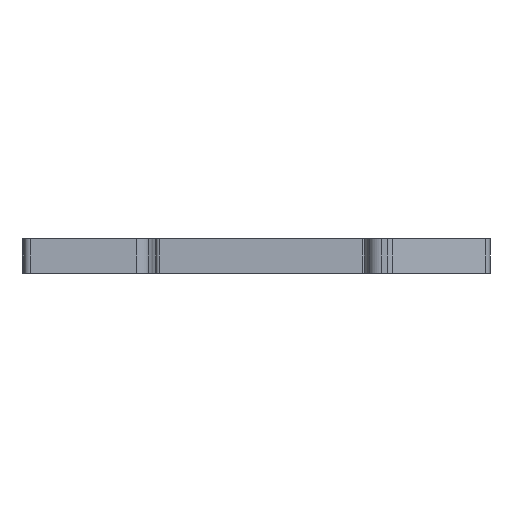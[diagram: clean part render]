
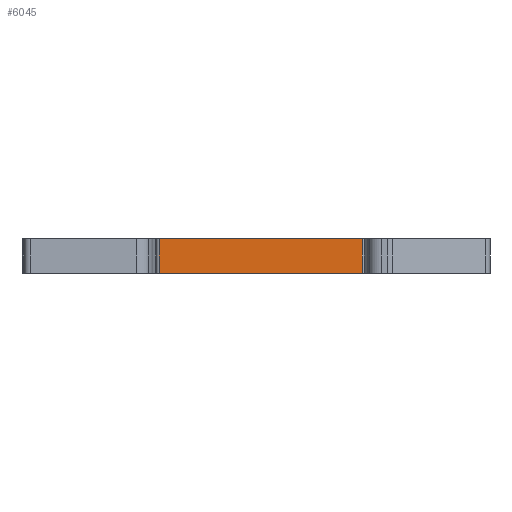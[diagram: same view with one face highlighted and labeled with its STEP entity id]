
A CAD part, front view. The second image highlights one B-rep face of the part: STEP entity #6045.
In plain terms, the highlighted planar face has unit normal (0, -1, 0).
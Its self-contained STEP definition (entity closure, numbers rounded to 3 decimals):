
#248=DIRECTION('',(1.,0.,0.));
#249=VECTOR('',#248,30.895);
#250=CARTESIAN_POINT('',(-20.195,-13.,-2.6));
#251=LINE('',#250,#249);
#1440=DIRECTION('',(1.,0.,0.));
#1441=VECTOR('',#1440,30.895);
#1442=CARTESIAN_POINT('',(-20.195,-13.,2.6));
#1443=LINE('',#1442,#1441);
#2256=DIRECTION('',(0.,0.,1.));
#2257=VECTOR('',#2256,5.2);
#2258=CARTESIAN_POINT('',(10.7,-13.,-2.6));
#2259=LINE('',#2258,#2257);
#2260=DIRECTION('',(0.,0.,1.));
#2261=VECTOR('',#2260,5.2);
#2262=CARTESIAN_POINT('',(-20.195,-13.,-2.6));
#2263=LINE('',#2262,#2261);
#2844=CARTESIAN_POINT('',(-20.195,-13.,-2.6));
#2845=VERTEX_POINT('',#2844);
#2846=CARTESIAN_POINT('',(10.7,-13.,-2.6));
#2847=VERTEX_POINT('',#2846);
#3102=CARTESIAN_POINT('',(-20.195,-13.,2.6));
#3103=VERTEX_POINT('',#3102);
#3104=CARTESIAN_POINT('',(10.7,-13.,2.6));
#3105=VERTEX_POINT('',#3104);
#6033=CARTESIAN_POINT('',(-20.195,-13.,-2.6));
#6034=DIRECTION('',(0.,-1.,0.));
#6035=DIRECTION('',(1.,0.,0.));
#6036=AXIS2_PLACEMENT_3D('',#6033,#6034,#6035);
#6037=PLANE('',#6036);
#6038=ORIENTED_EDGE('',*,*,#3700,.F.);
#6040=ORIENTED_EDGE('',*,*,#6039,.T.);
#6041=ORIENTED_EDGE('',*,*,#4771,.T.);
#6042=ORIENTED_EDGE('',*,*,#6026,.F.);
#6043=EDGE_LOOP('',(#6038,#6040,#6041,#6042));
#6044=FACE_OUTER_BOUND('',#6043,.F.);
#6045=ADVANCED_FACE('',(#6044),#6037,.T.);
#3700=EDGE_CURVE('',#2845,#2847,#251,.T.);
#4771=EDGE_CURVE('',#3103,#3105,#1443,.T.);
#6026=EDGE_CURVE('',#2847,#3105,#2259,.T.);
#6039=EDGE_CURVE('',#2845,#3103,#2263,.T.);
